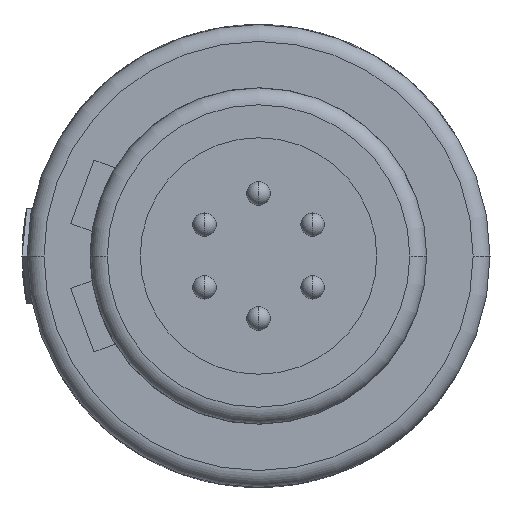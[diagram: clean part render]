
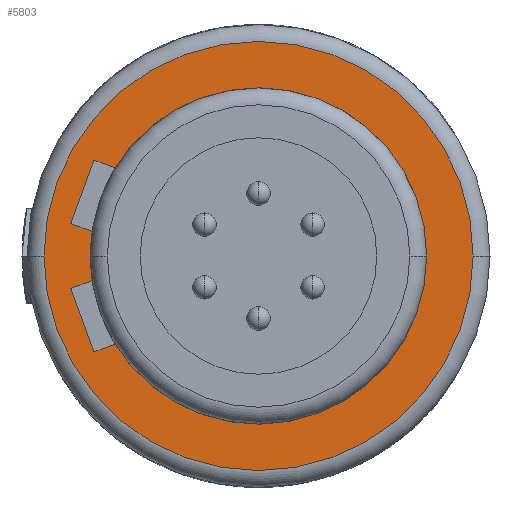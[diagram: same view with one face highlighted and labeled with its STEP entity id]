
A CAD part, left-side view. The second image highlights one B-rep face of the part: STEP entity #5803.
In plain terms, the highlighted planar face has unit normal (-1, 0, 0).
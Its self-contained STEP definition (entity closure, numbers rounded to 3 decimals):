
#1792=CARTESIAN_POINT('',(-6.7,0.,0.));
#1793=DIRECTION('',(-1.,0.,0.));
#1794=DIRECTION('',(0.,-1.,0.));
#1795=AXIS2_PLACEMENT_3D('',#1792,#1793,#1794);
#1797=CARTESIAN_POINT('',(-6.7,0.,0.));
#1798=DIRECTION('',(-1.,0.,0.));
#1799=DIRECTION('',(0.,1.,0.));
#1800=AXIS2_PLACEMENT_3D('',#1797,#1798,#1799);
#1802=DIRECTION('',(0.,0.94,-0.342));
#1803=VECTOR('',#1802,0.677);
#1804=CARTESIAN_POINT('',(-6.7,4.238,-2.607));
#1805=LINE('',#1804,#1803);
#1806=DIRECTION('',(0.,0.94,0.342));
#1807=VECTOR('',#1806,0.677);
#1808=CARTESIAN_POINT('',(-6.7,4.238,2.607));
#1809=LINE('',#1808,#1807);
#1810=DIRECTION('',(0.,-0.342,0.94));
#1811=VECTOR('',#1810,2.);
#1812=CARTESIAN_POINT('',(-6.7,5.557,0.959));
#1813=LINE('',#1812,#1811);
#1814=DIRECTION('',(0.,0.94,0.342));
#1815=VECTOR('',#1814,0.677);
#1816=CARTESIAN_POINT('',(-6.7,4.922,0.727));
#1817=LINE('',#1816,#1815);
#1818=DIRECTION('',(0.,0.94,-0.342));
#1819=VECTOR('',#1818,0.677);
#1820=CARTESIAN_POINT('',(-6.7,4.922,-0.727));
#1821=LINE('',#1820,#1819);
#1822=DIRECTION('',(0.,0.342,0.94));
#1823=VECTOR('',#1822,2.);
#1824=CARTESIAN_POINT('',(-6.7,4.873,-2.838));
#1825=LINE('',#1824,#1823);
#1860=CARTESIAN_POINT('',(-6.7,0.,0.));
#1861=DIRECTION('',(-1.,0.,0.));
#1862=DIRECTION('',(0.,1.,0.));
#1863=AXIS2_PLACEMENT_3D('',#1860,#1861,#1862);
#1878=CARTESIAN_POINT('',(-6.7,0.,0.));
#1879=DIRECTION('',(-1.,0.,0.));
#1880=DIRECTION('',(0.,0.852,-0.524));
#1881=AXIS2_PLACEMENT_3D('',#1878,#1879,#1880);
#1891=CARTESIAN_POINT('',(-6.7,0.,0.));
#1892=DIRECTION('',(1.,0.,0.));
#1893=DIRECTION('',(0.,0.852,0.524));
#1894=AXIS2_PLACEMENT_3D('',#1891,#1892,#1893);
#1901=CARTESIAN_POINT('',(-6.7,0.,0.));
#1902=DIRECTION('',(1.,0.,0.));
#1903=DIRECTION('',(0.,1.,0.));
#1904=AXIS2_PLACEMENT_3D('',#1901,#1902,#1903);
#3033=CARTESIAN_POINT('',(-6.7,-6.35,0.));
#3034=CARTESIAN_POINT('',(-6.7,6.35,0.));
#3035=VERTEX_POINT('',#3033);
#3036=VERTEX_POINT('',#3034);
#3049=CARTESIAN_POINT('',(-6.7,4.975,0.));
#3050=VERTEX_POINT('',#3049);
#3051=CARTESIAN_POINT('',(-6.7,-4.975,0.));
#3052=VERTEX_POINT('',#3051);
#3478=CARTESIAN_POINT('',(-6.7,4.238,2.607));
#3479=CARTESIAN_POINT('',(-6.7,4.873,2.838));
#3480=VERTEX_POINT('',#3478);
#3481=VERTEX_POINT('',#3479);
#3482=CARTESIAN_POINT('',(-6.7,5.557,0.959));
#3483=VERTEX_POINT('',#3482);
#3488=CARTESIAN_POINT('',(-6.7,4.922,0.727));
#3489=VERTEX_POINT('',#3488);
#3494=CARTESIAN_POINT('',(-6.7,4.238,-2.607));
#3495=CARTESIAN_POINT('',(-6.7,4.873,-2.838));
#3496=VERTEX_POINT('',#3494);
#3497=VERTEX_POINT('',#3495);
#3498=CARTESIAN_POINT('',(-6.7,4.922,-0.727));
#3499=CARTESIAN_POINT('',(-6.7,5.557,-0.959));
#3500=VERTEX_POINT('',#3498);
#3501=VERTEX_POINT('',#3499);
#5771=CARTESIAN_POINT('',(-6.7,0.,0.));
#5772=DIRECTION('',(1.,0.,0.));
#5773=DIRECTION('',(0.,-1.,0.));
#5774=AXIS2_PLACEMENT_3D('',#5771,#5772,#5773);
#5775=PLANE('',#5774);
#5777=ORIENTED_EDGE('',*,*,#5776,.F.);
#5778=ORIENTED_EDGE('',*,*,#5754,.F.);
#5779=EDGE_LOOP('',(#5777,#5778));
#5780=FACE_OUTER_BOUND('',#5779,.F.);
#5782=ORIENTED_EDGE('',*,*,#5781,.F.);
#5784=ORIENTED_EDGE('',*,*,#5783,.T.);
#5786=ORIENTED_EDGE('',*,*,#5785,.F.);
#5788=ORIENTED_EDGE('',*,*,#5787,.T.);
#5790=ORIENTED_EDGE('',*,*,#5789,.F.);
#5792=ORIENTED_EDGE('',*,*,#5791,.F.);
#5794=ORIENTED_EDGE('',*,*,#5793,.F.);
#5796=ORIENTED_EDGE('',*,*,#5795,.T.);
#5798=ORIENTED_EDGE('',*,*,#5797,.T.);
#5800=ORIENTED_EDGE('',*,*,#5799,.F.);
#5801=EDGE_LOOP('',(#5782,#5784,#5786,#5788,#5790,#5792,#5794,#5796,#5798,
#5800));
#5802=FACE_BOUND('',#5801,.F.);
#1796=CIRCLE('',#1795,6.35);
#1801=CIRCLE('',#1800,6.35);
#1864=CIRCLE('',#1863,4.975);
#1882=CIRCLE('',#1881,4.975);
#1895=CIRCLE('',#1894,4.975);
#1905=CIRCLE('',#1904,4.975);
#5754=EDGE_CURVE('',#3036,#3035,#1801,.T.);
#5776=EDGE_CURVE('',#3035,#3036,#1796,.T.);
#5781=EDGE_CURVE('',#3496,#3497,#1805,.T.);
#5783=EDGE_CURVE('',#3496,#3052,#1882,.T.);
#5785=EDGE_CURVE('',#3480,#3052,#1895,.T.);
#5787=EDGE_CURVE('',#3480,#3481,#1809,.T.);
#5789=EDGE_CURVE('',#3483,#3481,#1813,.T.);
#5791=EDGE_CURVE('',#3489,#3483,#1817,.T.);
#5793=EDGE_CURVE('',#3050,#3489,#1905,.T.);
#5795=EDGE_CURVE('',#3050,#3500,#1864,.T.);
#5797=EDGE_CURVE('',#3500,#3501,#1821,.T.);
#5799=EDGE_CURVE('',#3497,#3501,#1825,.T.);
#5803=ADVANCED_FACE('',(#5780,#5802),#5775,.F.);
